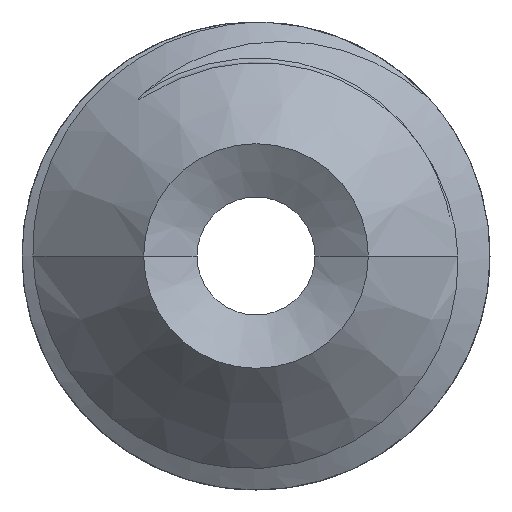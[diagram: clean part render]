
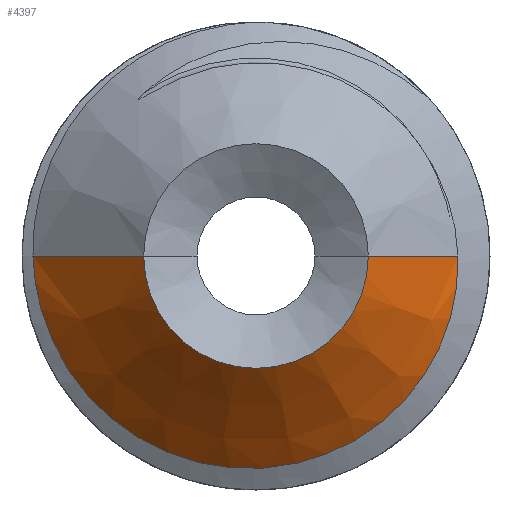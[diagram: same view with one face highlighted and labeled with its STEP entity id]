
A CAD part, left-side view. The second image highlights one B-rep face of the part: STEP entity #4397.
In plain terms, the highlighted conical face has half-angle 45 degrees and reference radius 2.276 mm.
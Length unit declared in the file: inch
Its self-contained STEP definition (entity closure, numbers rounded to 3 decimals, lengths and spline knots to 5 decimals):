
#1895=CARTESIAN_POINT('',(0.04785,-0.10785,0.));
#1896=CARTESIAN_POINT('',(0.04804,-0.10804,
-0.00568));
#1897=CARTESIAN_POINT('',(0.04842,-0.10752,
-0.01716));
#1898=CARTESIAN_POINT('',(0.049,-0.10394,
-0.03437));
#1899=CARTESIAN_POINT('',(0.04958,-0.0976,
-0.05082));
#1900=CARTESIAN_POINT('',(0.05015,-0.08888,
-0.06583));
#1901=CARTESIAN_POINT('',(0.05071,-0.07789,
-0.07932));
#1902=CARTESIAN_POINT('',(0.05128,-0.06487,
-0.09097));
#1903=CARTESIAN_POINT('',(0.05184,-0.05015,
-0.10047));
#1904=CARTESIAN_POINT('',(0.0524,-0.0341,
-0.10759));
#1905=CARTESIAN_POINT('',(0.05297,-0.01694,
-0.11217));
#1906=CARTESIAN_POINT('',(0.05354,0.00109,
-0.11402));
#1907=CARTESIAN_POINT('',(0.05412,0.01924,
-0.11296));
#1908=CARTESIAN_POINT('',(0.05468,0.03673,
-0.10913));
#1909=CARTESIAN_POINT('',(0.05524,0.05342,
-0.10263));
#1910=CARTESIAN_POINT('',(0.0558,0.06892,
-0.09364));
#1911=CARTESIAN_POINT('',(0.05636,0.08303,
-0.08219));
#1912=CARTESIAN_POINT('',(0.05692,0.09514,
-0.06875));
#1913=CARTESIAN_POINT('',(0.05748,0.10514,
-0.05347));
#1914=CARTESIAN_POINT('',(0.05804,0.11279,
-0.03646));
#1915=CARTESIAN_POINT('',(0.05861,0.11767,
-0.01839));
#1916=CARTESIAN_POINT('',(0.05898,0.11898,
-0.00612));
#1917=CARTESIAN_POINT('',(0.05917,0.11917,0.));
#2041=CARTESIAN_POINT('',(0.,0.,0.));
#2042=DIRECTION('',(-1.,0.,0.));
#2043=DIRECTION('',(0.,1.,0.));
#2044=AXIS2_PLACEMENT_3D('',#2041,#2042,#2043);
#2046=DIRECTION('',(0.707,0.707,0.));
#2047=VECTOR('',#2046,0.08368);
#2048=CARTESIAN_POINT('',(0.,0.06,0.));
#2049=LINE('',#2048,#2047);
#2050=DIRECTION('',(0.707,-0.707,0.));
#2051=VECTOR('',#2050,0.06767);
#2052=CARTESIAN_POINT('',(0.,-0.06,0.));
#2053=LINE('',#2052,#2051);
#2868=CARTESIAN_POINT('',(0.,0.06,0.));
#2869=CARTESIAN_POINT('',(0.05917,0.11917,0.));
#2870=VERTEX_POINT('',#2868);
#2871=VERTEX_POINT('',#2869);
#2872=CARTESIAN_POINT('',(0.,-0.06,0.));
#2873=CARTESIAN_POINT('',(0.04785,-0.10785,0.));
#2874=VERTEX_POINT('',#2872);
#2875=VERTEX_POINT('',#2873);
#4383=CARTESIAN_POINT('',(0.02958,0.,0.));
#4384=DIRECTION('',(1.,0.,0.));
#4385=DIRECTION('',(0.,-1.,0.));
#4386=AXIS2_PLACEMENT_3D('',#4383,#4384,#4385);
#4387=CONICAL_SURFACE('',#4386,0.08958,45.);
#4389=ORIENTED_EDGE('',*,*,#4388,.F.);
#4391=ORIENTED_EDGE('',*,*,#4390,.T.);
#4393=ORIENTED_EDGE('',*,*,#4392,.T.);
#4394=ORIENTED_EDGE('',*,*,#4368,.T.);
#4395=EDGE_LOOP('',(#4389,#4391,#4393,#4394));
#4396=FACE_OUTER_BOUND('',#4395,.F.);
#1918=B_SPLINE_CURVE_WITH_KNOTS('',3,(#1895,#1896,#1897,#1898,#1899,#1900,#1901,
#1902,#1903,#1904,#1905,#1906,#1907,#1908,#1909,#1910,#1911,#1912,#1913,#1914,
#1915,#1916,#1917),.UNSPECIFIED.,.F.,.F.,(4,1,1,1,1,1,1,1,1,1,1,1,1,1,1,1,1,1,1,
1,4),(0.,0.05,0.1,0.15,0.2,0.25,0.3,0.35,0.4,0.45,0.5,
0.55,0.6,0.65,0.7,0.75,0.8,0.85,0.9,0.95,1.),.UNSPECIFIED.);
#2045=CIRCLE('',#2044,0.06);
#4368=EDGE_CURVE('',#2875,#2871,#1918,.T.);
#4388=EDGE_CURVE('',#2870,#2871,#2049,.T.);
#4390=EDGE_CURVE('',#2870,#2874,#2045,.T.);
#4392=EDGE_CURVE('',#2874,#2875,#2053,.T.);
#4397=ADVANCED_FACE('',(#4396),#4387,.T.);
